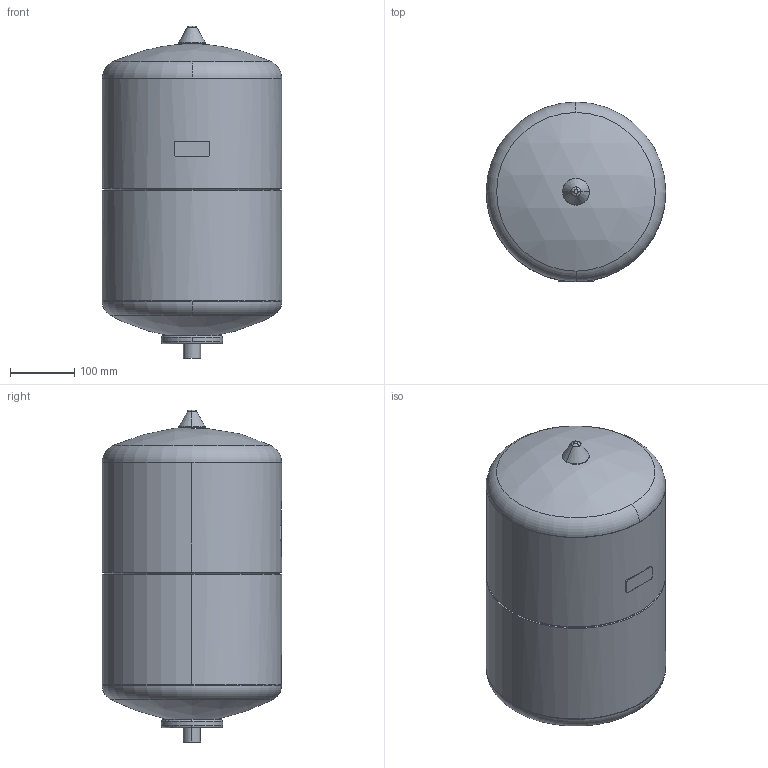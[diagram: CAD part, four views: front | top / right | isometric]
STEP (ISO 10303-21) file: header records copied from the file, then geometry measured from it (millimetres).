
FILE_DESCRIPTION(('CATIA V5 STEP Exchange','CAx-IF Rec.Pracs.--- Model Styling and Organization---1.4--- 2014-01-23','CAx-IF Rec.Pracs.---3D Tessellated Data Validation Properties---0.5---2014-09-14'),'2;1');
FILE_NAME('STEP_568025_-_TST.stp','2022-07-25T14:34:01+00:00',('none'),('none'),'CATIA Version 5-6 Release 2019 SP3','CATIA V5 STEP AP242 v1','none');
FILE_SCHEMA(('AP242_MANAGED_MODEL_BASED_3D_ENGINEERING_MIM_LF {1 0 10303 442 1 1 4}'));
Length unit declared in the file: millimetre
Products named in the file (1): 568025 - TST
Bounding box: 280 x 280.3 x 518 mm (x, y, z)
Volume: 25845616.1 mm3; surface area: 483037.6 mm2
Topology: 2 solids, 2 shells, 73 faces, 194 edges, 134 vertices
Faces by surface type: cylinder 26, torus 18, plane 15, cone 8, bspline 4, sphere 2
Entity records: 2525 total; most frequent: CARTESIAN_POINT 734, ORIENTED_EDGE 388, DIRECTION 266, EDGE_CURVE 194, AXIS2_PLACEMENT_3D 171, VERTEX_POINT 134, CIRCLE 118, EDGE_LOOP 82
